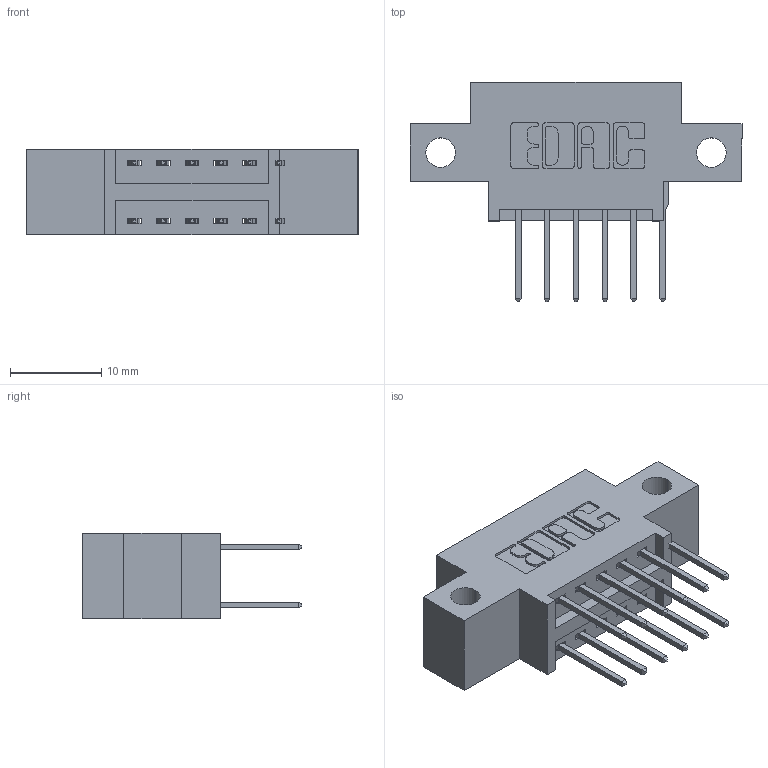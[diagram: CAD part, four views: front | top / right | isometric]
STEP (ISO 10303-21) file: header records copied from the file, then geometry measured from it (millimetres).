
FILE_DESCRIPTION (( 'STEP AP203' ), '1' );
FILE_NAME ('346-012-526-812.STEP', '2022-05-17T19:47:57', ( '' ), ( '' ), 'SwSTEP 2.0', 'SolidWorks 2020', '' );
FILE_SCHEMA (( 'CONFIG_CONTROL_DESIGN' ));
Length unit declared in the file: inch
Products named in the file (3): 346-012-526-812; 345-292-001_345-293-126; 346 Part_0.170 Offset - Side Mount
Assembly tree (13 placements, depth 2):
  346-012-526-812
    346 Part_0.170 Offset - Side Mount
    345-292-001_345-293-126  x12
Bounding box: 36.45 x 24.13 x 9.4 mm (x, y, z)
Volume: 3062.6 mm3; surface area: 3862.3 mm2
Topology: 13 solids, 13 shells, 738 faces, 2159 edges, 1422 vertices
Faces by surface type: plane 490, cylinder 248
Entity records: 8461 total; most frequent: CARTESIAN_POINT 1438, ORIENTED_EDGE 1370, DIRECTION 1321, EDGE_CURVE 685, LINE 533, VECTOR 533, VERTEX_POINT 454, AXIS2_PLACEMENT_3D 394
